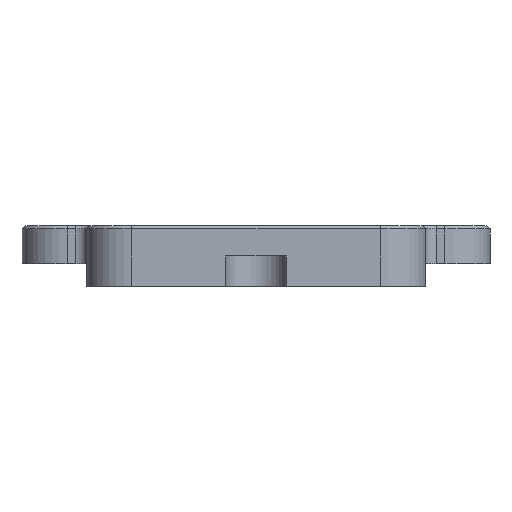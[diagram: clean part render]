
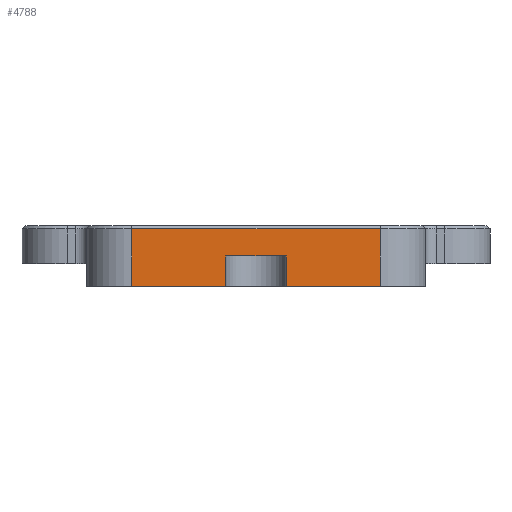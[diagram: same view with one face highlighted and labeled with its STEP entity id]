
A CAD part, left-side view. The second image highlights one B-rep face of the part: STEP entity #4788.
In plain terms, the highlighted planar face has unit normal (-1, 0, 0).
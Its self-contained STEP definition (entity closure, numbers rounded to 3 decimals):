
#437=FACE_OUTER_BOUND('',#714,.T.);
#714=EDGE_LOOP('',(#3584,#3585,#3586,#3587,#3588,#3589,#3590,#3591));
#1047=LINE('',#7356,#1562);
#1064=LINE('',#7404,#1579);
#1109=LINE('',#7515,#1624);
#1110=LINE('',#7517,#1625);
#1111=LINE('',#7519,#1626);
#1112=LINE('',#7521,#1627);
#1113=LINE('',#7523,#1628);
#1114=LINE('',#7524,#1629);
#1562=VECTOR('',#5880,10.);
#1579=VECTOR('',#5935,10.);
#1624=VECTOR('',#6040,1.);
#1625=VECTOR('',#6041,10.);
#1626=VECTOR('',#6042,10.);
#1627=VECTOR('',#6043,10.);
#1628=VECTOR('',#6044,1.);
#1629=VECTOR('',#6045,10.);
#2134=VERTEX_POINT('',#7350);
#2135=VERTEX_POINT('',#7354);
#2147=VERTEX_POINT('',#7402);
#2183=VERTEX_POINT('',#7514);
#2184=VERTEX_POINT('',#7516);
#2185=VERTEX_POINT('',#7518);
#2186=VERTEX_POINT('',#7520);
#2187=VERTEX_POINT('',#7522);
#2637=EDGE_CURVE('',#2134,#2135,#1047,.T.);
#2661=EDGE_CURVE('',#2147,#2134,#1064,.T.);
#2715=EDGE_CURVE('',#2183,#2147,#1109,.T.);
#2716=EDGE_CURVE('',#2183,#2184,#1110,.T.);
#2717=EDGE_CURVE('',#2184,#2185,#1111,.T.);
#2718=EDGE_CURVE('',#2185,#2186,#1112,.T.);
#2719=EDGE_CURVE('',#2187,#2186,#1113,.T.);
#2720=EDGE_CURVE('',#2135,#2187,#1114,.T.);
#3584=ORIENTED_EDGE('',*,*,#2637,.F.);
#3585=ORIENTED_EDGE('',*,*,#2661,.F.);
#3586=ORIENTED_EDGE('',*,*,#2715,.F.);
#3587=ORIENTED_EDGE('',*,*,#2716,.T.);
#3588=ORIENTED_EDGE('',*,*,#2717,.T.);
#3589=ORIENTED_EDGE('',*,*,#2718,.T.);
#3590=ORIENTED_EDGE('',*,*,#2719,.F.);
#3591=ORIENTED_EDGE('',*,*,#2720,.F.);
#4595=PLANE('',#5190);
#4788=ADVANCED_FACE('',(#437),#4595,.T.);
#5190=AXIS2_PLACEMENT_3D('',#7513,#6038,#6039);
#5880=DIRECTION('',(0.,1.,0.));
#5935=DIRECTION('',(0.,0.,-1.));
#6038=DIRECTION('center_axis',(-1.,0.,0.));
#6039=DIRECTION('ref_axis',(0.,0.,-1.));
#6040=DIRECTION('',(0.,-1.,0.));
#6041=DIRECTION('',(0.,0.,-1.));
#6042=DIRECTION('',(0.,1.,0.));
#6043=DIRECTION('',(0.,0.,1.));
#6044=DIRECTION('',(0.,-1.,0.));
#6045=DIRECTION('',(0.,0.,1.));
#7350=CARTESIAN_POINT('',(-27.,-30.,0.));
#7354=CARTESIAN_POINT('',(-27.,3.,0.));
#7356=CARTESIAN_POINT('',(-27.,-13.5,0.));
#7402=CARTESIAN_POINT('',(-27.,-30.,7.6));
#7404=CARTESIAN_POINT('',(-27.,-30.,3.241));
#7513=CARTESIAN_POINT('Origin',(-27.,-27.,3.6));
#7514=CARTESIAN_POINT('',(-27.,-17.55,7.6));
#7515=CARTESIAN_POINT('',(-27.,-18.,7.6));
#7516=CARTESIAN_POINT('',(-27.,-17.55,3.6));
#7517=CARTESIAN_POINT('',(-27.,-17.55,5.6));
#7518=CARTESIAN_POINT('',(-27.,-9.45,3.6));
#7519=CARTESIAN_POINT('',(-27.,-20.25,3.6));
#7520=CARTESIAN_POINT('',(-27.,-9.45,7.6));
#7521=CARTESIAN_POINT('',(-27.,-9.45,5.6));
#7522=CARTESIAN_POINT('',(-27.,3.,7.6));
#7523=CARTESIAN_POINT('',(-27.,-18.,7.6));
#7524=CARTESIAN_POINT('',(-27.,3.,3.241));
